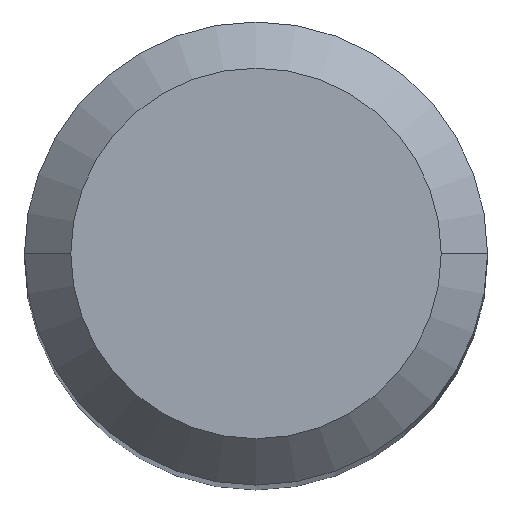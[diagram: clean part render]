
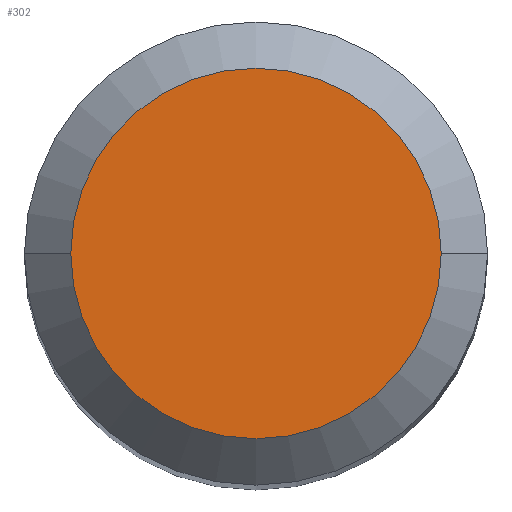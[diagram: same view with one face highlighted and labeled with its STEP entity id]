
A CAD part, top view. The second image highlights one B-rep face of the part: STEP entity #302.
In plain terms, the highlighted planar face has unit normal (0, 0, 1).
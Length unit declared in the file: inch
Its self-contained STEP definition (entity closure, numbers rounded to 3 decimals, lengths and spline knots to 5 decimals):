
#13 = AXIS2_PLACEMENT_3D ( 'NONE', #119, #342, #490 ) ;
#21 = VERTEX_POINT ( 'NONE', #108 ) ;
#47 = AXIS2_PLACEMENT_3D ( 'NONE', #59, #167, #208 ) ;
#59 = CARTESIAN_POINT ( 'NONE',  ( 0., 0., 0. ) ) ;
#98 = VERTEX_POINT ( 'NONE', #304 ) ;
#108 = CARTESIAN_POINT ( 'NONE',  ( 0.09448, 0., 0. ) ) ;
#110 = AXIS2_PLACEMENT_3D ( 'NONE', #399, #202, #360 ) ;
#111 = EDGE_CURVE ( 'NONE', #21, #98, #144, .T. ) ;
#119 = CARTESIAN_POINT ( 'NONE',  ( 0., 0., 0. ) ) ;
#144 = CIRCLE ( 'NONE', #13, 0.09448 ) ;
#167 = DIRECTION ( 'NONE',  ( 0., 0., -1. ) ) ;
#202 = DIRECTION ( 'NONE',  ( 0., 0., 1. ) ) ;
#208 = DIRECTION ( 'NONE',  ( -1., 0., 0. ) ) ;
#209 = ORIENTED_EDGE ( 'NONE', *, *, #111, .T. ) ;
#222 = ORIENTED_EDGE ( 'NONE', *, *, #393, .T. ) ;
#239 = PLANE ( 'NONE',  #47 ) ;
#243 = EDGE_LOOP ( 'NONE', ( #222, #209 ) ) ;
#274 = FACE_OUTER_BOUND ( 'NONE', #243, .T. ) ;
#302 = ADVANCED_FACE ( 'NONE', ( #274 ), #239, .F. ) ;
#304 = CARTESIAN_POINT ( 'NONE',  ( -0.09448, 0., 0. ) ) ;
#319 = CIRCLE ( 'NONE', #110, 0.09448 ) ;
#342 = DIRECTION ( 'NONE',  ( 0., 0., 1. ) ) ;
#360 = DIRECTION ( 'NONE',  ( 1., 0., 0. ) ) ;
#393 = EDGE_CURVE ( 'NONE', #98, #21, #319, .T. ) ;
#399 = CARTESIAN_POINT ( 'NONE',  ( 0., 0., 0. ) ) ;
#490 = DIRECTION ( 'NONE',  ( 1., 0., 0. ) ) ;
